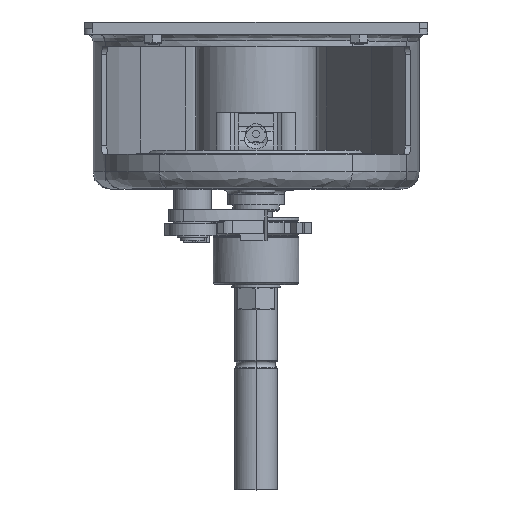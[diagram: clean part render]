
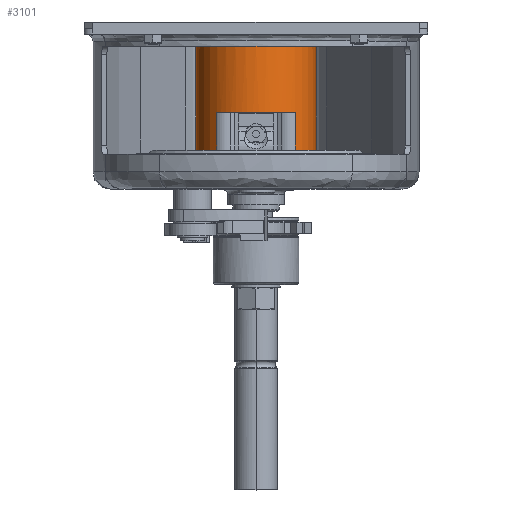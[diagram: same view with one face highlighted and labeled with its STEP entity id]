
A CAD part, top view. The second image highlights one B-rep face of the part: STEP entity #3101.
In plain terms, the highlighted cylindrical face has radius 35 mm (diameter 70 mm), a partial arc.
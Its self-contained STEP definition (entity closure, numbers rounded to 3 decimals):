
#3101=ADVANCED_FACE('',(#5251),#5252,.T.);
#5251=FACE_OUTER_BOUND('',#7834,.T.);
#5252=CYLINDRICAL_SURFACE('',#7835,35.);
#7834=EDGE_LOOP('',(#12398,#12399,#12400,#12401,#12402,#12403,#12404,#12405));
#7835=AXIS2_PLACEMENT_3D('',#12406,#12407,#12408);
#12398=ORIENTED_EDGE('',*,*,#18501,.T.);
#12399=ORIENTED_EDGE('',*,*,#18502,.F.);
#12400=ORIENTED_EDGE('',*,*,#18223,.F.);
#12401=ORIENTED_EDGE('',*,*,#18503,.T.);
#12402=ORIENTED_EDGE('',*,*,#18272,.T.);
#12403=ORIENTED_EDGE('',*,*,#18504,.T.);
#12404=ORIENTED_EDGE('',*,*,#18505,.F.);
#12405=ORIENTED_EDGE('',*,*,#18506,.T.);
#12406=CARTESIAN_POINT('',(0.,30.,-46.));
#12407=DIRECTION('',(0.,0.,1.));
#12408=DIRECTION('',(-1.,0.,0.));
#18223=EDGE_CURVE('',#21154,#21156,#21157,.T.);
#18272=EDGE_CURVE('',#21236,#21241,#21243,.T.);
#18501=EDGE_CURVE('',#21639,#21640,#21641,.T.);
#18502=EDGE_CURVE('',#21156,#21640,#21642,.T.);
#18503=EDGE_CURVE('',#21154,#21236,#21643,.T.);
#18504=EDGE_CURVE('',#21241,#21644,#21645,.T.);
#18505=EDGE_CURVE('',#21646,#21644,#21647,.T.);
#18506=EDGE_CURVE('',#21646,#21639,#21648,.T.);
#21154=VERTEX_POINT('',#26408);
#21156=VERTEX_POINT('',#26411);
#21157=LINE('',#26412,#26413);
#21236=VERTEX_POINT('',#26852);
#21241=VERTEX_POINT('',#26858);
#21243=LINE('',#26860,#26861);
#21639=VERTEX_POINT('',#28032);
#21640=VERTEX_POINT('',#28033);
#21641=LINE('',#28034,#28035);
#21642=CIRCLE('',#28036,35.);
#21643=CIRCLE('',#28037,35.);
#21644=VERTEX_POINT('',#28038);
#21645=CIRCLE('',#28039,35.);
#21646=VERTEX_POINT('',#28040);
#21647=LINE('',#28041,#28042);
#21648=CIRCLE('',#28043,35.);
#26408=CARTESIAN_POINT('',(0.1,-5.,-78.5));
#26411=CARTESIAN_POINT('',(0.1,-5.,-13.5));
#26412=CARTESIAN_POINT('',(0.1,-5.,-46.));
#26413=VECTOR('',#41859,1.);
#26852=CARTESIAN_POINT('',(22.811,56.545,-78.5));
#26858=CARTESIAN_POINT('',(22.811,56.545,-52.5));
#26860=CARTESIAN_POINT('',(22.811,56.545,-46.));
#26861=VECTOR('',#41916,1.);
#28032=CARTESIAN_POINT('',(-0.1,-5.,-78.5));
#28033=CARTESIAN_POINT('',(-0.1,-5.,-13.5));
#28034=CARTESIAN_POINT('',(-0.1,-5.,-46.));
#28035=VECTOR('',#42202,1.);
#28036=AXIS2_PLACEMENT_3D('',#42203,#42204,#42205);
#28037=AXIS2_PLACEMENT_3D('',#42206,#42207,#42208);
#28038=CARTESIAN_POINT('',(-22.811,56.545,-52.5));
#28039=AXIS2_PLACEMENT_3D('',#42209,#42210,#42211);
#28040=CARTESIAN_POINT('',(-22.811,56.545,-78.5));
#28041=CARTESIAN_POINT('',(-22.811,56.545,-46.));
#28042=VECTOR('',#42212,1.);
#28043=AXIS2_PLACEMENT_3D('',#42213,#42214,#42215);
#41859=DIRECTION('',(0.,0.,1.));
#41916=DIRECTION('',(0.,0.,1.));
#42202=DIRECTION('',(0.,0.,1.));
#42203=CARTESIAN_POINT('',(0.,30.,-13.5));
#42204=DIRECTION('',(0.,0.,1.));
#42205=DIRECTION('',(-1.,0.,0.));
#42206=CARTESIAN_POINT('',(0.,30.,-78.5));
#42207=DIRECTION('',(0.,0.,1.));
#42208=DIRECTION('',(-1.,0.,0.));
#42209=CARTESIAN_POINT('',(0.,30.,-52.5));
#42210=DIRECTION('',(0.,0.,1.));
#42211=DIRECTION('',(-1.,0.,0.));
#42212=DIRECTION('',(0.,0.,1.));
#42213=CARTESIAN_POINT('',(0.,30.,-78.5));
#42214=DIRECTION('',(0.,0.,1.));
#42215=DIRECTION('',(-1.,0.,0.));
